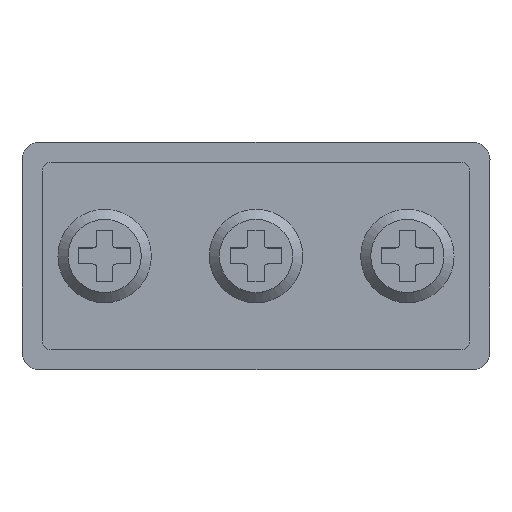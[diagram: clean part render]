
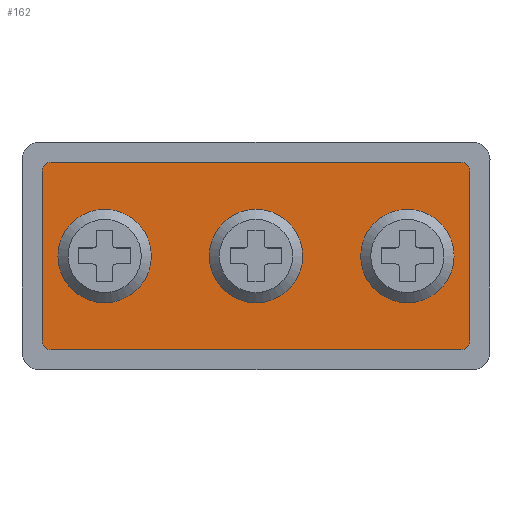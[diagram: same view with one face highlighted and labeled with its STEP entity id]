
A CAD part, top view. The second image highlights one B-rep face of the part: STEP entity #162.
In plain terms, the highlighted planar face has unit normal (0, 0, 1).
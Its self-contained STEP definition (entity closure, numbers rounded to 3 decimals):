
#27=CARTESIAN_POINT('',(0.,0.,0.8));
#28=DIRECTION('',(0.,0.,1.));
#29=DIRECTION('',(0.,-1.,0.));
#30=AXIS2_PLACEMENT_3D('',#27,#28,#29);
#31=PLANE('',#30);
#32=CARTESIAN_POINT('',(3.7,0.,0.8));
#33=VERTEX_POINT('',#32);
#34=CARTESIAN_POINT('',(-3.7,0.,0.8));
#35=VERTEX_POINT('',#34);
#36=CARTESIAN_POINT('',(0.,0.,0.8));
#37=DIRECTION('',(-0.,-0.,-1.));
#38=DIRECTION('',(1.,0.,-0.));
#39=AXIS2_PLACEMENT_3D('',#36,#37,#38);
#40=CIRCLE('',#39,3.7);
#41=EDGE_CURVE('',#33,#35,#40,.T.);
#42=ORIENTED_EDGE('',*,*,#41,.T.);
#43=CARTESIAN_POINT('',(0.,0.,0.8));
#44=DIRECTION('',(-0.,-0.,-1.));
#45=DIRECTION('',(1.,0.,-0.));
#46=AXIS2_PLACEMENT_3D('',#43,#44,#45);
#47=CIRCLE('',#46,3.7);
#48=EDGE_CURVE('',#35,#33,#47,.T.);
#49=ORIENTED_EDGE('',*,*,#48,.T.);
#50=EDGE_LOOP('',(#42,#49));
#51=FACE_BOUND('',#50,.T.);
#52=CARTESIAN_POINT('',(-8.3,-0.,0.8));
#53=VERTEX_POINT('',#52);
#54=CARTESIAN_POINT('',(-15.7,0.,0.8));
#55=VERTEX_POINT('',#54);
#56=CARTESIAN_POINT('',(-12.,0.,0.8));
#57=DIRECTION('',(-0.,-0.,-1.));
#58=DIRECTION('',(1.,0.,-0.));
#59=AXIS2_PLACEMENT_3D('',#56,#57,#58);
#60=CIRCLE('',#59,3.7);
#61=EDGE_CURVE('',#53,#55,#60,.T.);
#62=ORIENTED_EDGE('',*,*,#61,.T.);
#63=CARTESIAN_POINT('',(-12.,0.,0.8));
#64=DIRECTION('',(-0.,-0.,-1.));
#65=DIRECTION('',(1.,0.,-0.));
#66=AXIS2_PLACEMENT_3D('',#63,#64,#65);
#67=CIRCLE('',#66,3.7);
#68=EDGE_CURVE('',#55,#53,#67,.T.);
#69=ORIENTED_EDGE('',*,*,#68,.T.);
#70=EDGE_LOOP('',(#62,#69));
#71=FACE_BOUND('',#70,.T.);
#72=CARTESIAN_POINT('',(15.7,0.,0.8));
#73=VERTEX_POINT('',#72);
#74=CARTESIAN_POINT('',(8.3,0.,0.8));
#75=VERTEX_POINT('',#74);
#76=CARTESIAN_POINT('',(12.,0.,0.8));
#77=DIRECTION('',(-0.,-0.,-1.));
#78=DIRECTION('',(1.,0.,-0.));
#79=AXIS2_PLACEMENT_3D('',#76,#77,#78);
#80=CIRCLE('',#79,3.7);
#81=EDGE_CURVE('',#73,#75,#80,.T.);
#82=ORIENTED_EDGE('',*,*,#81,.T.);
#83=CARTESIAN_POINT('',(12.,0.,0.8));
#84=DIRECTION('',(-0.,-0.,-1.));
#85=DIRECTION('',(1.,0.,-0.));
#86=AXIS2_PLACEMENT_3D('',#83,#84,#85);
#87=CIRCLE('',#86,3.7);
#88=EDGE_CURVE('',#75,#73,#87,.T.);
#89=ORIENTED_EDGE('',*,*,#88,.T.);
#90=EDGE_LOOP('',(#82,#89));
#91=FACE_BOUND('',#90,.T.);
#92=CARTESIAN_POINT('',(16.25,-7.425,0.8));
#93=VERTEX_POINT('',#92);
#94=CARTESIAN_POINT('',(16.95,-6.725,0.8));
#95=VERTEX_POINT('',#94);
#96=CARTESIAN_POINT('',(16.25,-6.725,0.8));
#97=DIRECTION('',(0.,0.,1.));
#98=DIRECTION('',(1.,0.,-0.));
#99=AXIS2_PLACEMENT_3D('',#96,#97,#98);
#100=CIRCLE('',#99,0.7);
#101=EDGE_CURVE('',#93,#95,#100,.T.);
#102=ORIENTED_EDGE('',*,*,#101,.T.);
#103=CARTESIAN_POINT('',(16.95,6.725,0.8));
#104=VERTEX_POINT('',#103);
#105=CARTESIAN_POINT('',(16.95,-6.725,0.8));
#106=DIRECTION('',(0.,1.,0.));
#107=VECTOR('',#106,13.45);
#108=LINE('',#105,#107);
#109=EDGE_CURVE('',#95,#104,#108,.T.);
#110=ORIENTED_EDGE('',*,*,#109,.T.);
#111=CARTESIAN_POINT('',(16.25,7.425,0.8));
#112=VERTEX_POINT('',#111);
#113=CARTESIAN_POINT('',(16.25,6.725,0.8));
#114=DIRECTION('',(0.,0.,1.));
#115=DIRECTION('',(1.,0.,-0.));
#116=AXIS2_PLACEMENT_3D('',#113,#114,#115);
#117=CIRCLE('',#116,0.7);
#118=EDGE_CURVE('',#104,#112,#117,.T.);
#119=ORIENTED_EDGE('',*,*,#118,.T.);
#120=CARTESIAN_POINT('',(-16.25,7.425,0.8));
#121=VERTEX_POINT('',#120);
#122=CARTESIAN_POINT('',(16.25,7.425,0.8));
#123=DIRECTION('',(-1.,0.,0.));
#124=VECTOR('',#123,32.5);
#125=LINE('',#122,#124);
#126=EDGE_CURVE('',#112,#121,#125,.T.);
#127=ORIENTED_EDGE('',*,*,#126,.T.);
#128=CARTESIAN_POINT('',(-16.95,6.725,0.8));
#129=VERTEX_POINT('',#128);
#130=CARTESIAN_POINT('',(-16.25,6.725,0.8));
#131=DIRECTION('',(0.,0.,1.));
#132=DIRECTION('',(1.,0.,-0.));
#133=AXIS2_PLACEMENT_3D('',#130,#131,#132);
#134=CIRCLE('',#133,0.7);
#135=EDGE_CURVE('',#121,#129,#134,.T.);
#136=ORIENTED_EDGE('',*,*,#135,.T.);
#137=CARTESIAN_POINT('',(-16.95,-6.725,0.8));
#138=VERTEX_POINT('',#137);
#139=CARTESIAN_POINT('',(-16.95,-6.725,0.8));
#140=DIRECTION('',(0.,1.,0.));
#141=VECTOR('',#140,13.45);
#142=LINE('',#139,#141);
#143=EDGE_CURVE('',#138,#129,#142,.T.);
#144=ORIENTED_EDGE('',*,*,#143,.F.);
#145=CARTESIAN_POINT('',(-16.25,-7.425,0.8));
#146=VERTEX_POINT('',#145);
#147=CARTESIAN_POINT('',(-16.25,-6.725,0.8));
#148=DIRECTION('',(0.,0.,1.));
#149=DIRECTION('',(1.,0.,-0.));
#150=AXIS2_PLACEMENT_3D('',#147,#148,#149);
#151=CIRCLE('',#150,0.7);
#152=EDGE_CURVE('',#138,#146,#151,.T.);
#153=ORIENTED_EDGE('',*,*,#152,.T.);
#154=CARTESIAN_POINT('',(16.25,-7.425,0.8));
#155=DIRECTION('',(-1.,0.,0.));
#156=VECTOR('',#155,32.5);
#157=LINE('',#154,#156);
#158=EDGE_CURVE('',#93,#146,#157,.T.);
#159=ORIENTED_EDGE('',*,*,#158,.F.);
#160=EDGE_LOOP('',(#102,#110,#119,#127,#136,#144,#153,#159));
#161=FACE_BOUND('',#160,.T.);
#162=ADVANCED_FACE('',(#51,#71,#91,#161),#31,.T.);
